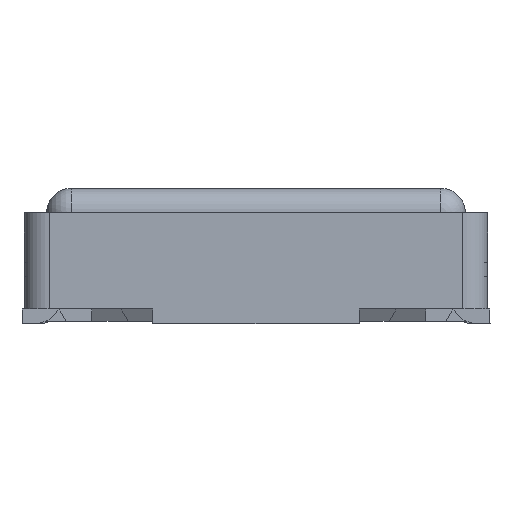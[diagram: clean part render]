
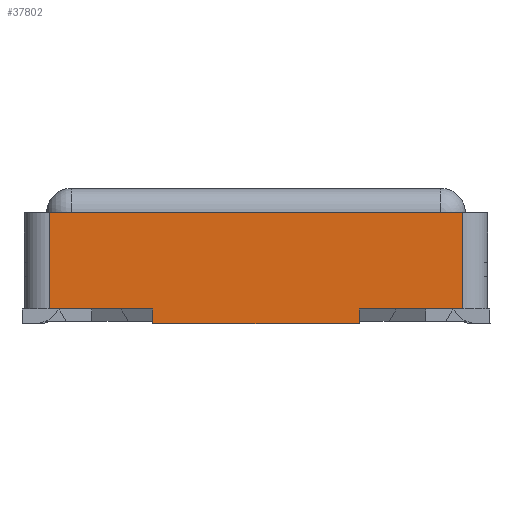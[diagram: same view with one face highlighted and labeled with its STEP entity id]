
A CAD part, left-side view. The second image highlights one B-rep face of the part: STEP entity #37802.
In plain terms, the highlighted planar face has unit normal (-1, 0, 0).
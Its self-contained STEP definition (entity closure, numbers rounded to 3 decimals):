
#6953=DIRECTION('',(0.,1.,0.));
#6954=VECTOR('',#6953,0.42);
#6955=CARTESIAN_POINT('',(-8.125,-0.84,0.05));
#6956=LINE('',#6955,#6954);
#6957=DIRECTION('',(0.,0.,-1.));
#6958=VECTOR('',#6957,0.06);
#6959=CARTESIAN_POINT('',(-8.125,-0.42,0.05));
#6960=LINE('',#6959,#6958);
#6961=DIRECTION('',(0.,1.,0.));
#6962=VECTOR('',#6961,0.84);
#6963=CARTESIAN_POINT('',(-8.125,-0.42,
-0.01));
#6964=LINE('',#6963,#6962);
#6965=DIRECTION('',(0.,1.,0.));
#6966=VECTOR('',#6965,0.42);
#6967=CARTESIAN_POINT('',(-8.125,0.42,0.05));
#6968=LINE('',#6967,#6966);
#6973=DIRECTION('',(0.,0.,1.));
#6974=VECTOR('',#6973,0.39);
#6975=CARTESIAN_POINT('',(-8.125,-0.84,0.05));
#6976=LINE('',#6975,#6974);
#7008=DIRECTION('',(0.,1.,0.));
#7009=VECTOR('',#7008,1.68);
#7010=CARTESIAN_POINT('',(-8.125,-0.84,0.44));
#7011=LINE('',#7010,#7009);
#10155=DIRECTION('',(0.,0.,-1.));
#10156=VECTOR('',#10155,0.39);
#10157=CARTESIAN_POINT('',(-8.125,0.84,0.44));
#10158=LINE('',#10157,#10156);
#21338=DIRECTION('',(0.,0.,-1.));
#21339=VECTOR('',#21338,0.06);
#21340=CARTESIAN_POINT('',(-8.125,0.42,0.05));
#21341=LINE('',#21340,#21339);
#23382=CARTESIAN_POINT('',(-8.125,-0.84,0.05));
#23383=CARTESIAN_POINT('',(-8.125,-0.42,0.05));
#23384=VERTEX_POINT('',#23382);
#23385=VERTEX_POINT('',#23383);
#23408=CARTESIAN_POINT('',(-8.125,0.84,0.05));
#23409=VERTEX_POINT('',#23408);
#23410=CARTESIAN_POINT('',(-8.125,0.42,0.05));
#23411=VERTEX_POINT('',#23410);
#23416=CARTESIAN_POINT('',(-8.125,-0.84,0.44));
#23417=VERTEX_POINT('',#23416);
#23418=CARTESIAN_POINT('',(-8.125,-0.42,
-0.01));
#23419=VERTEX_POINT('',#23418);
#23420=CARTESIAN_POINT('',(-8.125,0.42,
-0.01));
#23421=VERTEX_POINT('',#23420);
#23422=CARTESIAN_POINT('',(-8.125,0.84,0.44));
#23423=VERTEX_POINT('',#23422);
#37781=CARTESIAN_POINT('',(-8.125,-0.94,0.));
#37782=DIRECTION('',(1.,0.,0.));
#37783=DIRECTION('',(0.,1.,0.));
#37784=AXIS2_PLACEMENT_3D('',#37781,#37782,#37783);
#37785=PLANE('',#37784);
#37787=ORIENTED_EDGE('',*,*,#37786,.F.);
#37788=ORIENTED_EDGE('',*,*,#37727,.T.);
#37790=ORIENTED_EDGE('',*,*,#37789,.T.);
#37792=ORIENTED_EDGE('',*,*,#37791,.T.);
#37794=ORIENTED_EDGE('',*,*,#37793,.F.);
#37795=ORIENTED_EDGE('',*,*,#37770,.T.);
#37797=ORIENTED_EDGE('',*,*,#37796,.F.);
#37799=ORIENTED_EDGE('',*,*,#37798,.F.);
#37800=EDGE_LOOP('',(#37787,#37788,#37790,#37792,#37794,#37795,#37797,#37799));
#37801=FACE_OUTER_BOUND('',#37800,.F.);
#37802=ADVANCED_FACE('',(#37801),#37785,.F.);
#37727=EDGE_CURVE('',#23384,#23385,#6956,.T.);
#37770=EDGE_CURVE('',#23411,#23409,#6968,.T.);
#37786=EDGE_CURVE('',#23384,#23417,#6976,.T.);
#37789=EDGE_CURVE('',#23385,#23419,#6960,.T.);
#37791=EDGE_CURVE('',#23419,#23421,#6964,.T.);
#37793=EDGE_CURVE('',#23411,#23421,#21341,.T.);
#37796=EDGE_CURVE('',#23423,#23409,#10158,.T.);
#37798=EDGE_CURVE('',#23417,#23423,#7011,.T.);
